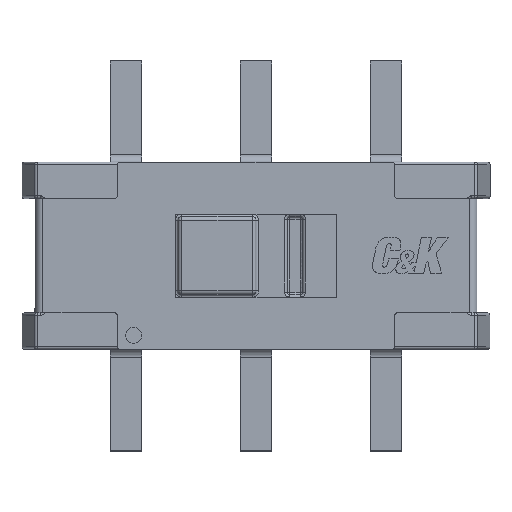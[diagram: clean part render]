
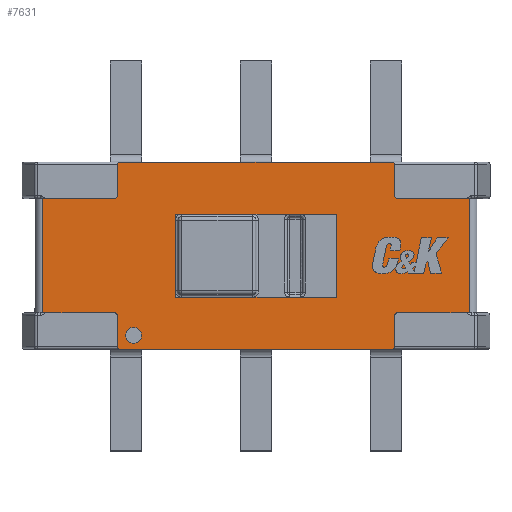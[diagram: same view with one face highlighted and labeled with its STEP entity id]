
A CAD part, top view. The second image highlights one B-rep face of the part: STEP entity #7631.
In plain terms, the highlighted planar face has unit normal (0, 0, 1).
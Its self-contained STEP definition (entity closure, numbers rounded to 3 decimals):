
#279=FACE_BOUND('',#1016,.T.);
#545=FACE_OUTER_BOUND('',#1015,.T.);
#1015=EDGE_LOOP('',(#5359,#5360,#5361,#5362,#5363,#5364,#5365,#5366,#5367,
#5368,#5369,#5370,#5371,#5372,#5373,#5374,#5375,#5376,#5377,#5378));
#1016=EDGE_LOOP('',(#5379,#5380,#5381,#5382,#5383,#5384,#5385,#5386));
#1459=CIRCLE('',#8256,0.05);
#1464=CIRCLE('',#8263,0.05);
#1465=CIRCLE('',#8266,0.05);
#1466=CIRCLE('',#8267,0.05);
#1467=CIRCLE('',#8268,0.05);
#1468=CIRCLE('',#8269,0.05);
#1469=CIRCLE('',#8270,0.05);
#1470=CIRCLE('',#8271,0.05);
#1471=CIRCLE('',#8272,0.01);
#1472=CIRCLE('',#8273,0.01);
#1473=CIRCLE('',#8274,0.01);
#1474=CIRCLE('',#8275,0.01);
#1931=LINE('',#11589,#2605);
#1939=LINE('',#11612,#2613);
#1940=LINE('',#11615,#2614);
#1941=LINE('',#11619,#2615);
#1942=LINE('',#11623,#2616);
#1943=LINE('',#11625,#2617);
#1944=LINE('',#11627,#2618);
#1945=LINE('',#11631,#2619);
#1946=LINE('',#11635,#2620);
#1947=LINE('',#11639,#2621);
#1948=LINE('',#11643,#2622);
#1949=LINE('',#11644,#2623);
#1950=LINE('',#11647,#2624);
#1951=LINE('',#11651,#2625);
#1952=LINE('',#11655,#2626);
#1953=LINE('',#11659,#2627);
#2605=VECTOR('',#9283,10.);
#2613=VECTOR('',#9303,10.);
#2614=VECTOR('',#9306,10.);
#2615=VECTOR('',#9309,10.);
#2616=VECTOR('',#9312,10.);
#2617=VECTOR('',#9313,10.);
#2618=VECTOR('',#9314,10.);
#2619=VECTOR('',#9317,10.);
#2620=VECTOR('',#9320,10.);
#2621=VECTOR('',#9323,10.);
#2622=VECTOR('',#9326,10.);
#2623=VECTOR('',#9327,10.);
#2624=VECTOR('',#9328,10.);
#2625=VECTOR('',#9331,10.);
#2626=VECTOR('',#9334,10.);
#2627=VECTOR('',#9337,10.);
#3253=VERTEX_POINT('',#11579);
#3254=VERTEX_POINT('',#11580);
#3257=VERTEX_POINT('',#11588);
#3265=VERTEX_POINT('',#11605);
#3266=VERTEX_POINT('',#11607);
#3267=VERTEX_POINT('',#11614);
#3268=VERTEX_POINT('',#11616);
#3269=VERTEX_POINT('',#11618);
#3270=VERTEX_POINT('',#11620);
#3271=VERTEX_POINT('',#11622);
#3272=VERTEX_POINT('',#11624);
#3273=VERTEX_POINT('',#11626);
#3274=VERTEX_POINT('',#11628);
#3275=VERTEX_POINT('',#11630);
#3276=VERTEX_POINT('',#11632);
#3277=VERTEX_POINT('',#11634);
#3278=VERTEX_POINT('',#11636);
#3279=VERTEX_POINT('',#11638);
#3280=VERTEX_POINT('',#11640);
#3281=VERTEX_POINT('',#11642);
#3282=VERTEX_POINT('',#11645);
#3283=VERTEX_POINT('',#11646);
#3284=VERTEX_POINT('',#11648);
#3285=VERTEX_POINT('',#11650);
#3286=VERTEX_POINT('',#11652);
#3287=VERTEX_POINT('',#11654);
#3288=VERTEX_POINT('',#11656);
#3289=VERTEX_POINT('',#11658);
#4027=EDGE_CURVE('',#3253,#3254,#1459,.T.);
#4031=EDGE_CURVE('',#3257,#3254,#1931,.T.);
#4040=EDGE_CURVE('',#3265,#3266,#1464,.T.);
#4043=EDGE_CURVE('',#3253,#3266,#1939,.T.);
#4044=EDGE_CURVE('',#3267,#3265,#1940,.T.);
#4045=EDGE_CURVE('',#3268,#3267,#1465,.T.);
#4046=EDGE_CURVE('',#3268,#3269,#1941,.T.);
#4047=EDGE_CURVE('',#3270,#3269,#1466,.T.);
#4048=EDGE_CURVE('',#3270,#3271,#1942,.T.);
#4049=EDGE_CURVE('',#3272,#3271,#1943,.T.);
#4050=EDGE_CURVE('',#3272,#3273,#1944,.T.);
#4051=EDGE_CURVE('',#3274,#3273,#1467,.T.);
#4052=EDGE_CURVE('',#3274,#3275,#1945,.T.);
#4053=EDGE_CURVE('',#3276,#3275,#1468,.T.);
#4054=EDGE_CURVE('',#3277,#3276,#1946,.T.);
#4055=EDGE_CURVE('',#3278,#3277,#1469,.T.);
#4056=EDGE_CURVE('',#3278,#3279,#1947,.T.);
#4057=EDGE_CURVE('',#3280,#3279,#1470,.T.);
#4058=EDGE_CURVE('',#3280,#3281,#1948,.T.);
#4059=EDGE_CURVE('',#3257,#3281,#1949,.T.);
#4060=EDGE_CURVE('',#3282,#3283,#1950,.T.);
#4061=EDGE_CURVE('',#3284,#3283,#1471,.T.);
#4062=EDGE_CURVE('',#3284,#3285,#1951,.T.);
#4063=EDGE_CURVE('',#3286,#3285,#1472,.T.);
#4064=EDGE_CURVE('',#3286,#3287,#1952,.T.);
#4065=EDGE_CURVE('',#3288,#3287,#1473,.T.);
#4066=EDGE_CURVE('',#3288,#3289,#1953,.T.);
#4067=EDGE_CURVE('',#3282,#3289,#1474,.T.);
#5359=ORIENTED_EDGE('',*,*,#4040,.F.);
#5360=ORIENTED_EDGE('',*,*,#4044,.F.);
#5361=ORIENTED_EDGE('',*,*,#4045,.F.);
#5362=ORIENTED_EDGE('',*,*,#4046,.T.);
#5363=ORIENTED_EDGE('',*,*,#4047,.F.);
#5364=ORIENTED_EDGE('',*,*,#4048,.T.);
#5365=ORIENTED_EDGE('',*,*,#4049,.F.);
#5366=ORIENTED_EDGE('',*,*,#4050,.T.);
#5367=ORIENTED_EDGE('',*,*,#4051,.F.);
#5368=ORIENTED_EDGE('',*,*,#4052,.T.);
#5369=ORIENTED_EDGE('',*,*,#4053,.F.);
#5370=ORIENTED_EDGE('',*,*,#4054,.F.);
#5371=ORIENTED_EDGE('',*,*,#4055,.F.);
#5372=ORIENTED_EDGE('',*,*,#4056,.T.);
#5373=ORIENTED_EDGE('',*,*,#4057,.F.);
#5374=ORIENTED_EDGE('',*,*,#4058,.T.);
#5375=ORIENTED_EDGE('',*,*,#4059,.F.);
#5376=ORIENTED_EDGE('',*,*,#4031,.T.);
#5377=ORIENTED_EDGE('',*,*,#4027,.F.);
#5378=ORIENTED_EDGE('',*,*,#4043,.T.);
#5379=ORIENTED_EDGE('',*,*,#4060,.T.);
#5380=ORIENTED_EDGE('',*,*,#4061,.F.);
#5381=ORIENTED_EDGE('',*,*,#4062,.T.);
#5382=ORIENTED_EDGE('',*,*,#4063,.F.);
#5383=ORIENTED_EDGE('',*,*,#4064,.T.);
#5384=ORIENTED_EDGE('',*,*,#4065,.F.);
#5385=ORIENTED_EDGE('',*,*,#4066,.T.);
#5386=ORIENTED_EDGE('',*,*,#4067,.F.);
#7437=PLANE('',#8265);
#7631=ADVANCED_FACE('',(#545,#279),#7437,.T.);
#8256=AXIS2_PLACEMENT_3D('',#11581,#9275,#9276);
#8263=AXIS2_PLACEMENT_3D('',#11608,#9297,#9298);
#8265=AXIS2_PLACEMENT_3D('',#11613,#9304,#9305);
#8266=AXIS2_PLACEMENT_3D('',#11617,#9307,#9308);
#8267=AXIS2_PLACEMENT_3D('',#11621,#9310,#9311);
#8268=AXIS2_PLACEMENT_3D('',#11629,#9315,#9316);
#8269=AXIS2_PLACEMENT_3D('',#11633,#9318,#9319);
#8270=AXIS2_PLACEMENT_3D('',#11637,#9321,#9322);
#8271=AXIS2_PLACEMENT_3D('',#11641,#9324,#9325);
#8272=AXIS2_PLACEMENT_3D('',#11649,#9329,#9330);
#8273=AXIS2_PLACEMENT_3D('',#11653,#9332,#9333);
#8274=AXIS2_PLACEMENT_3D('',#11657,#9335,#9336);
#8275=AXIS2_PLACEMENT_3D('',#11660,#9338,#9339);
#9275=DIRECTION('center_axis',(0.,0.,1.));
#9276=DIRECTION('ref_axis',(0.707,0.707,0.));
#9283=DIRECTION('',(1.,0.,0.));
#9297=DIRECTION('center_axis',(0.,0.,-1.));
#9298=DIRECTION('ref_axis',(-0.707,-0.707,0.));
#9303=DIRECTION('',(0.,-1.,0.));
#9304=DIRECTION('center_axis',(0.,0.,1.));
#9305=DIRECTION('ref_axis',(1.,0.,0.));
#9306=DIRECTION('',(-1.,0.,0.));
#9307=DIRECTION('center_axis',(0.,0.,-1.));
#9308=DIRECTION('ref_axis',(0.707,-0.707,0.));
#9309=DIRECTION('',(0.,1.,0.));
#9310=DIRECTION('center_axis',(0.,0.,1.));
#9311=DIRECTION('ref_axis',(-0.707,0.707,0.));
#9312=DIRECTION('',(1.,0.,0.));
#9313=DIRECTION('',(0.,-1.,0.));
#9314=DIRECTION('',(-1.,0.,0.));
#9315=DIRECTION('center_axis',(0.,0.,1.));
#9316=DIRECTION('ref_axis',(-0.707,-0.707,0.));
#9317=DIRECTION('',(0.,1.,0.));
#9318=DIRECTION('center_axis',(0.,0.,-1.));
#9319=DIRECTION('ref_axis',(0.707,0.707,0.));
#9320=DIRECTION('',(1.,0.,0.));
#9321=DIRECTION('center_axis',(0.,0.,-1.));
#9322=DIRECTION('ref_axis',(-0.707,0.707,0.));
#9323=DIRECTION('',(0.,-1.,0.));
#9324=DIRECTION('center_axis',(0.,0.,1.));
#9325=DIRECTION('ref_axis',(0.707,-0.707,0.));
#9326=DIRECTION('',(-1.,0.,0.));
#9327=DIRECTION('',(0.,1.,0.));
#9328=DIRECTION('',(0.,-1.,0.));
#9329=DIRECTION('center_axis',(0.,0.,1.));
#9330=DIRECTION('ref_axis',(0.707,-0.707,0.));
#9331=DIRECTION('',(-1.,0.,0.));
#9332=DIRECTION('center_axis',(0.,0.,1.));
#9333=DIRECTION('ref_axis',(-0.707,-0.707,0.));
#9334=DIRECTION('',(0.,1.,0.));
#9335=DIRECTION('center_axis',(0.,0.,1.));
#9336=DIRECTION('ref_axis',(-0.707,0.707,0.));
#9337=DIRECTION('',(1.,0.,0.));
#9338=DIRECTION('center_axis',(0.,0.,1.));
#9339=DIRECTION('ref_axis',(0.707,0.707,0.));
#11579=CARTESIAN_POINT('',(-2.67,-1.149,3.6));
#11580=CARTESIAN_POINT('',(-2.72,-1.099,3.6));
#11581=CARTESIAN_POINT('Origin',(-2.72,-1.149,3.6));
#11588=CARTESIAN_POINT('',(-4.1,-1.099,3.6));
#11589=CARTESIAN_POINT('',(-4.51,-1.099,3.6));
#11605=CARTESIAN_POINT('',(-2.62,-1.8,3.6));
#11607=CARTESIAN_POINT('',(-2.67,-1.75,3.6));
#11608=CARTESIAN_POINT('Origin',(-2.62,-1.75,3.6));
#11612=CARTESIAN_POINT('',(-2.67,-0.55,3.6));
#11613=CARTESIAN_POINT('Origin',(-4.25,0.,3.6));
#11614=CARTESIAN_POINT('',(2.62,-1.8,3.6));
#11615=CARTESIAN_POINT('',(-4.25,-1.8,3.6));
#11616=CARTESIAN_POINT('',(2.67,-1.75,3.6));
#11617=CARTESIAN_POINT('Origin',(2.62,-1.75,3.6));
#11618=CARTESIAN_POINT('',(2.67,-1.149,3.6));
#11619=CARTESIAN_POINT('',(2.67,-1.064,3.6));
#11620=CARTESIAN_POINT('',(2.72,-1.099,3.6));
#11621=CARTESIAN_POINT('Origin',(2.72,-1.149,3.6));
#11622=CARTESIAN_POINT('',(4.1,-1.099,3.6));
#11623=CARTESIAN_POINT('',(-0.79,-1.099,3.6));
#11624=CARTESIAN_POINT('',(4.1,1.099,3.6));
#11625=CARTESIAN_POINT('',(4.1,0.,3.6));
#11626=CARTESIAN_POINT('',(2.72,1.099,3.6));
#11627=CARTESIAN_POINT('',(0.26,1.099,3.6));
#11628=CARTESIAN_POINT('',(2.67,1.149,3.6));
#11629=CARTESIAN_POINT('Origin',(2.72,1.149,3.6));
#11630=CARTESIAN_POINT('',(2.67,1.75,3.6));
#11631=CARTESIAN_POINT('',(2.67,0.55,3.6));
#11632=CARTESIAN_POINT('',(2.62,1.8,3.6));
#11633=CARTESIAN_POINT('Origin',(2.62,1.75,3.6));
#11634=CARTESIAN_POINT('',(-2.62,1.8,3.6));
#11635=CARTESIAN_POINT('',(-4.25,1.8,3.6));
#11636=CARTESIAN_POINT('',(-2.67,1.75,3.6));
#11637=CARTESIAN_POINT('Origin',(-2.62,1.75,3.6));
#11638=CARTESIAN_POINT('',(-2.67,1.149,3.6));
#11639=CARTESIAN_POINT('',(-2.67,1.064,3.6));
#11640=CARTESIAN_POINT('',(-2.72,1.099,3.6));
#11641=CARTESIAN_POINT('Origin',(-2.72,1.149,3.6));
#11642=CARTESIAN_POINT('',(-4.1,1.099,3.6));
#11643=CARTESIAN_POINT('',(-3.46,1.099,3.6));
#11644=CARTESIAN_POINT('',(-4.1,0.,3.6));
#11645=CARTESIAN_POINT('',(1.55,0.79,3.6));
#11646=CARTESIAN_POINT('',(1.55,-0.79,3.6));
#11647=CARTESIAN_POINT('',(1.55,0.4,3.6));
#11648=CARTESIAN_POINT('',(1.54,-0.8,3.6));
#11649=CARTESIAN_POINT('Origin',(1.54,-0.79,3.6));
#11650=CARTESIAN_POINT('',(-1.54,-0.8,3.6));
#11651=CARTESIAN_POINT('',(-1.35,-0.8,3.6));
#11652=CARTESIAN_POINT('',(-1.55,-0.79,3.6));
#11653=CARTESIAN_POINT('Origin',(-1.54,-0.79,3.6));
#11654=CARTESIAN_POINT('',(-1.55,0.79,3.6));
#11655=CARTESIAN_POINT('',(-1.55,-0.4,3.6));
#11656=CARTESIAN_POINT('',(-1.54,0.8,3.6));
#11657=CARTESIAN_POINT('Origin',(-1.54,0.79,3.6));
#11658=CARTESIAN_POINT('',(1.54,0.8,3.6));
#11659=CARTESIAN_POINT('',(-2.9,0.8,3.6));
#11660=CARTESIAN_POINT('Origin',(1.54,0.79,3.6));
